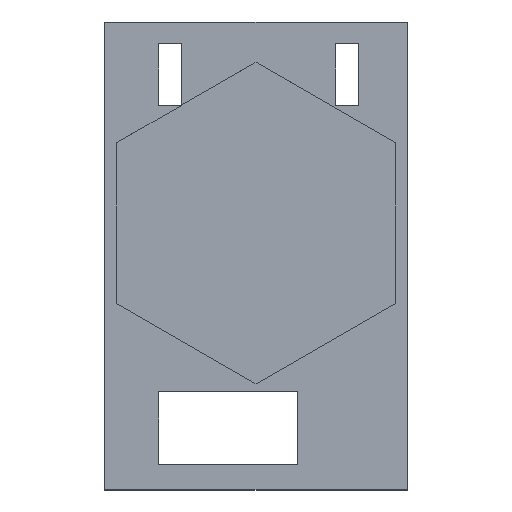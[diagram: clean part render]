
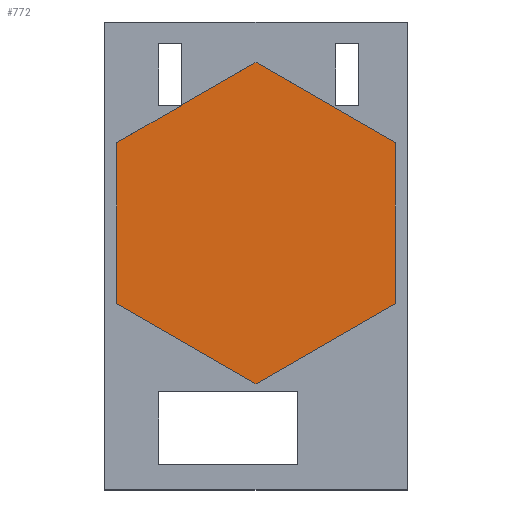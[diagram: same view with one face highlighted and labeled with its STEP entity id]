
A CAD part, top view. The second image highlights one B-rep face of the part: STEP entity #772.
In plain terms, the highlighted planar face has unit normal (0, 0, 1).
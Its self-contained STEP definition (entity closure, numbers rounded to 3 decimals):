
#36=FACE_OUTER_BOUND('',#79,.T.);
#79=EDGE_LOOP('',(#583,#584,#585,#586,#587,#588,#589,#590,#591));
#151=LINE('',#1131,#259);
#154=LINE('',#1137,#262);
#158=LINE('',#1146,#266);
#161=LINE('',#1152,#269);
#164=LINE('',#1158,#272);
#167=LINE('',#1164,#275);
#170=LINE('',#1168,#278);
#171=LINE('',#1171,#279);
#172=LINE('',#1172,#280);
#259=VECTOR('',#912,10.);
#262=VECTOR('',#917,10.);
#266=VECTOR('',#923,10.);
#269=VECTOR('',#928,10.);
#272=VECTOR('',#933,10.);
#275=VECTOR('',#938,10.);
#278=VECTOR('',#943,10.);
#279=VECTOR('',#946,10.);
#280=VECTOR('',#947,10.);
#361=VERTEX_POINT('',#1128);
#362=VERTEX_POINT('',#1130);
#364=VERTEX_POINT('',#1136);
#367=VERTEX_POINT('',#1143);
#368=VERTEX_POINT('',#1145);
#370=VERTEX_POINT('',#1151);
#372=VERTEX_POINT('',#1157);
#374=VERTEX_POINT('',#1163);
#375=VERTEX_POINT('',#1170);
#439=EDGE_CURVE('',#362,#361,#151,.T.);
#442=EDGE_CURVE('',#364,#362,#154,.T.);
#446=EDGE_CURVE('',#368,#367,#158,.T.);
#449=EDGE_CURVE('',#370,#368,#161,.T.);
#452=EDGE_CURVE('',#372,#370,#164,.T.);
#455=EDGE_CURVE('',#374,#372,#167,.T.);
#458=EDGE_CURVE('',#361,#374,#170,.T.);
#459=EDGE_CURVE('',#367,#375,#171,.T.);
#460=EDGE_CURVE('',#375,#364,#172,.T.);
#583=ORIENTED_EDGE('',*,*,#458,.T.);
#584=ORIENTED_EDGE('',*,*,#455,.T.);
#585=ORIENTED_EDGE('',*,*,#452,.T.);
#586=ORIENTED_EDGE('',*,*,#449,.T.);
#587=ORIENTED_EDGE('',*,*,#446,.T.);
#588=ORIENTED_EDGE('',*,*,#459,.T.);
#589=ORIENTED_EDGE('',*,*,#460,.T.);
#590=ORIENTED_EDGE('',*,*,#442,.T.);
#591=ORIENTED_EDGE('',*,*,#439,.T.);
#733=PLANE('',#825);
#772=ADVANCED_FACE('',(#36),#733,.T.);
#825=AXIS2_PLACEMENT_3D('',#1169,#944,#945);
#912=DIRECTION('',(0.,-1.,0.));
#917=DIRECTION('',(-0.866,-0.5,0.));
#923=DIRECTION('',(-0.866,-0.5,0.));
#928=DIRECTION('',(-0.866,0.5,0.));
#933=DIRECTION('',(0.,1.,0.));
#938=DIRECTION('',(0.866,0.5,0.));
#943=DIRECTION('',(0.866,-0.5,0.));
#944=DIRECTION('center_axis',(0.,0.,1.));
#945=DIRECTION('ref_axis',(1.,0.,0.));
#946=DIRECTION('',(0.,-1.,0.));
#947=DIRECTION('',(-1.,0.,0.));
#1128=CARTESIAN_POINT('',(16.463,-14.389,15.6));
#1130=CARTESIAN_POINT('',(16.463,-3.997,15.6));
#1131=CARTESIAN_POINT('',(16.463,-14.389,15.6));
#1136=CARTESIAN_POINT('',(20.626,-1.593,15.6));
#1137=CARTESIAN_POINT('',(16.463,-3.997,15.6));
#1143=CARTESIAN_POINT('',(20.678,-1.563,15.6));
#1145=CARTESIAN_POINT('',(25.463,1.2,15.6));
#1146=CARTESIAN_POINT('',(16.463,-3.997,15.6));
#1151=CARTESIAN_POINT('',(34.463,-3.997,15.6));
#1152=CARTESIAN_POINT('',(25.463,1.2,15.6));
#1157=CARTESIAN_POINT('',(34.463,-14.389,15.6));
#1158=CARTESIAN_POINT('',(34.463,-3.997,15.6));
#1163=CARTESIAN_POINT('',(25.463,-19.585,15.6));
#1164=CARTESIAN_POINT('',(34.463,-14.389,15.6));
#1168=CARTESIAN_POINT('',(25.463,-19.585,15.6));
#1169=CARTESIAN_POINT('Origin',(25.463,-9.193,15.6));
#1170=CARTESIAN_POINT('',(20.678,-1.593,15.6));
#1171=CARTESIAN_POINT('',(20.678,-5.393,15.6));
#1172=CARTESIAN_POINT('',(22.32,-1.593,15.6));
